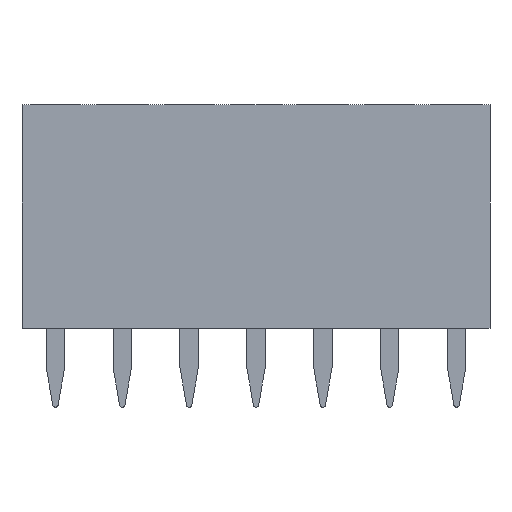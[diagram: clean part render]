
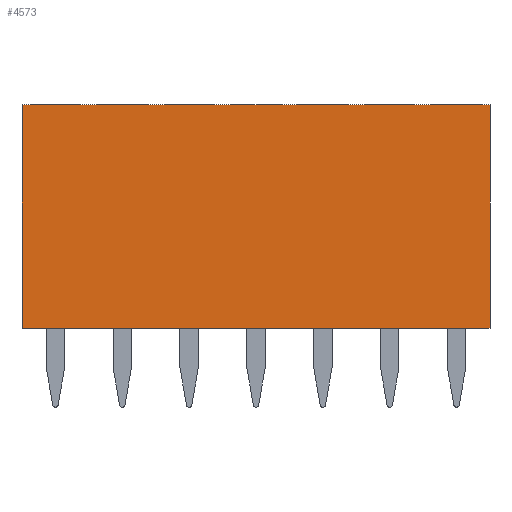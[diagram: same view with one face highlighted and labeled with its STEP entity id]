
A CAD part, left-side view. The second image highlights one B-rep face of the part: STEP entity #4573.
In plain terms, the highlighted planar face has unit normal (-1, 0, 0).
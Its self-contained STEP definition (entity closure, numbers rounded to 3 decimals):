
#3472 = VERTEX_POINT('',#3473);
#3473 = CARTESIAN_POINT('',(-1.27,1.27,8.5));
#3482 = PLANE('',#3483);
#3483 = AXIS2_PLACEMENT_3D('',#3484,#3485,#3486);
#3484 = CARTESIAN_POINT('',(0.,-7.62,8.5));
#3485 = DIRECTION('',(0.,0.,1.));
#3486 = DIRECTION('',(1.,0.,0.));
#3494 = PLANE('',#3495);
#3495 = AXIS2_PLACEMENT_3D('',#3496,#3497,#3498);
#3496 = CARTESIAN_POINT('',(-1.27,1.27,0.));
#3497 = DIRECTION('',(0.,1.,0.));
#3498 = DIRECTION('',(1.,0.,0.));
#3506 = EDGE_CURVE('',#3507,#3472,#3509,.T.);
#3507 = VERTEX_POINT('',#3508);
#3508 = CARTESIAN_POINT('',(-1.27,-16.51,8.5));
#3509 = SURFACE_CURVE('',#3510,(#3514,#3521),.PCURVE_S1.);
#3510 = LINE('',#3511,#3512);
#3511 = CARTESIAN_POINT('',(-1.27,-16.51,8.5));
#3512 = VECTOR('',#3513,1.);
#3513 = DIRECTION('',(0.,1.,0.));
#3514 = PCURVE('',#3482,#3515);
#3515 = DEFINITIONAL_REPRESENTATION('',(#3516),#3520);
#3516 = LINE('',#3517,#3518);
#3517 = CARTESIAN_POINT('',(-1.27,-8.89));
#3518 = VECTOR('',#3519,1.);
#3519 = DIRECTION('',(0.,1.));
#3520 = ( GEOMETRIC_REPRESENTATION_CONTEXT(2) 
PARAMETRIC_REPRESENTATION_CONTEXT() REPRESENTATION_CONTEXT('2D SPACE',''
  ) );
#3521 = PCURVE('',#3522,#3527);
#3522 = PLANE('',#3523);
#3523 = AXIS2_PLACEMENT_3D('',#3524,#3525,#3526);
#3524 = CARTESIAN_POINT('',(-1.27,-16.51,0.));
#3525 = DIRECTION('',(-1.,0.,0.));
#3526 = DIRECTION('',(0.,1.,0.));
#3527 = DEFINITIONAL_REPRESENTATION('',(#3528),#3532);
#3528 = LINE('',#3529,#3530);
#3529 = CARTESIAN_POINT('',(0.,-8.5));
#3530 = VECTOR('',#3531,1.);
#3531 = DIRECTION('',(1.,0.));
#3532 = ( GEOMETRIC_REPRESENTATION_CONTEXT(2) 
PARAMETRIC_REPRESENTATION_CONTEXT() REPRESENTATION_CONTEXT('2D SPACE',''
  ) );
#3550 = PLANE('',#3551);
#3551 = AXIS2_PLACEMENT_3D('',#3552,#3553,#3554);
#3552 = CARTESIAN_POINT('',(1.27,-16.51,0.));
#3553 = DIRECTION('',(0.,-1.,0.));
#3554 = DIRECTION('',(-1.,0.,0.));
#4390 = VERTEX_POINT('',#4391);
#4391 = CARTESIAN_POINT('',(-1.27,1.27,0.));
#4407 = PLANE('',#4408);
#4408 = AXIS2_PLACEMENT_3D('',#4409,#4410,#4411);
#4409 = CARTESIAN_POINT('',(0.,-7.62,0.));
#4410 = DIRECTION('',(0.,0.,1.));
#4411 = DIRECTION('',(1.,0.,0.));
#4419 = EDGE_CURVE('',#4390,#3472,#4420,.T.);
#4420 = SURFACE_CURVE('',#4421,(#4425,#4432),.PCURVE_S1.);
#4421 = LINE('',#4422,#4423);
#4422 = CARTESIAN_POINT('',(-1.27,1.27,0.));
#4423 = VECTOR('',#4424,1.);
#4424 = DIRECTION('',(0.,0.,1.));
#4425 = PCURVE('',#3494,#4426);
#4426 = DEFINITIONAL_REPRESENTATION('',(#4427),#4431);
#4427 = LINE('',#4428,#4429);
#4428 = CARTESIAN_POINT('',(0.,0.));
#4429 = VECTOR('',#4430,1.);
#4430 = DIRECTION('',(0.,-1.));
#4431 = ( GEOMETRIC_REPRESENTATION_CONTEXT(2) 
PARAMETRIC_REPRESENTATION_CONTEXT() REPRESENTATION_CONTEXT('2D SPACE',''
  ) );
#4432 = PCURVE('',#3522,#4433);
#4433 = DEFINITIONAL_REPRESENTATION('',(#4434),#4438);
#4434 = LINE('',#4435,#4436);
#4435 = CARTESIAN_POINT('',(17.78,0.));
#4436 = VECTOR('',#4437,1.);
#4437 = DIRECTION('',(0.,-1.));
#4438 = ( GEOMETRIC_REPRESENTATION_CONTEXT(2) 
PARAMETRIC_REPRESENTATION_CONTEXT() REPRESENTATION_CONTEXT('2D SPACE',''
  ) );
#4573 = ADVANCED_FACE('',(#4574),#3522,.T.);
#4574 = FACE_BOUND('',#4575,.T.);
#4575 = EDGE_LOOP('',(#4576,#4599,#4600,#4601));
#4576 = ORIENTED_EDGE('',*,*,#4577,.T.);
#4577 = EDGE_CURVE('',#4578,#3507,#4580,.T.);
#4578 = VERTEX_POINT('',#4579);
#4579 = CARTESIAN_POINT('',(-1.27,-16.51,0.));
#4580 = SURFACE_CURVE('',#4581,(#4585,#4592),.PCURVE_S1.);
#4581 = LINE('',#4582,#4583);
#4582 = CARTESIAN_POINT('',(-1.27,-16.51,0.));
#4583 = VECTOR('',#4584,1.);
#4584 = DIRECTION('',(0.,0.,1.));
#4585 = PCURVE('',#3522,#4586);
#4586 = DEFINITIONAL_REPRESENTATION('',(#4587),#4591);
#4587 = LINE('',#4588,#4589);
#4588 = CARTESIAN_POINT('',(0.,0.));
#4589 = VECTOR('',#4590,1.);
#4590 = DIRECTION('',(0.,-1.));
#4591 = ( GEOMETRIC_REPRESENTATION_CONTEXT(2) 
PARAMETRIC_REPRESENTATION_CONTEXT() REPRESENTATION_CONTEXT('2D SPACE',''
  ) );
#4592 = PCURVE('',#3550,#4593);
#4593 = DEFINITIONAL_REPRESENTATION('',(#4594),#4598);
#4594 = LINE('',#4595,#4596);
#4595 = CARTESIAN_POINT('',(2.54,0.));
#4596 = VECTOR('',#4597,1.);
#4597 = DIRECTION('',(0.,-1.));
#4598 = ( GEOMETRIC_REPRESENTATION_CONTEXT(2) 
PARAMETRIC_REPRESENTATION_CONTEXT() REPRESENTATION_CONTEXT('2D SPACE',''
  ) );
#4599 = ORIENTED_EDGE('',*,*,#3506,.T.);
#4600 = ORIENTED_EDGE('',*,*,#4419,.F.);
#4601 = ORIENTED_EDGE('',*,*,#4602,.F.);
#4602 = EDGE_CURVE('',#4578,#4390,#4603,.T.);
#4603 = SURFACE_CURVE('',#4604,(#4608,#4615),.PCURVE_S1.);
#4604 = LINE('',#4605,#4606);
#4605 = CARTESIAN_POINT('',(-1.27,-16.51,0.));
#4606 = VECTOR('',#4607,1.);
#4607 = DIRECTION('',(0.,1.,0.));
#4608 = PCURVE('',#3522,#4609);
#4609 = DEFINITIONAL_REPRESENTATION('',(#4610),#4614);
#4610 = LINE('',#4611,#4612);
#4611 = CARTESIAN_POINT('',(0.,0.));
#4612 = VECTOR('',#4613,1.);
#4613 = DIRECTION('',(1.,0.));
#4614 = ( GEOMETRIC_REPRESENTATION_CONTEXT(2) 
PARAMETRIC_REPRESENTATION_CONTEXT() REPRESENTATION_CONTEXT('2D SPACE',''
  ) );
#4615 = PCURVE('',#4407,#4616);
#4616 = DEFINITIONAL_REPRESENTATION('',(#4617),#4621);
#4617 = LINE('',#4618,#4619);
#4618 = CARTESIAN_POINT('',(-1.27,-8.89));
#4619 = VECTOR('',#4620,1.);
#4620 = DIRECTION('',(0.,1.));
#4621 = ( GEOMETRIC_REPRESENTATION_CONTEXT(2) 
PARAMETRIC_REPRESENTATION_CONTEXT() REPRESENTATION_CONTEXT('2D SPACE',''
  ) );
